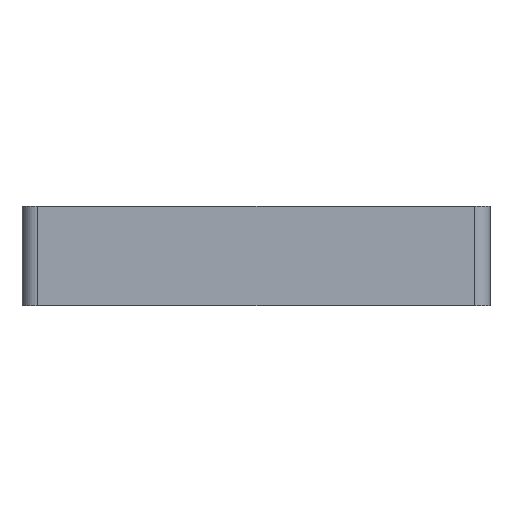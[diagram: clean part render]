
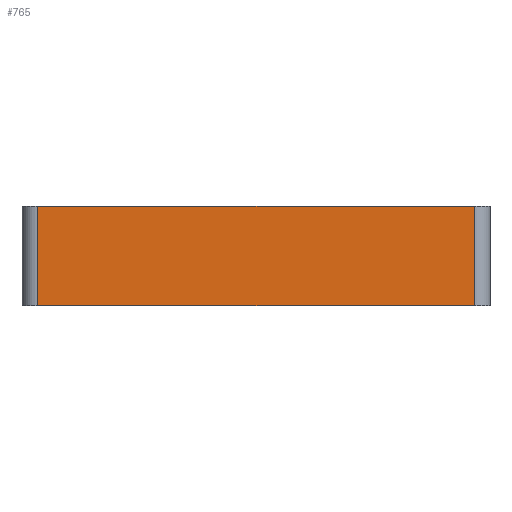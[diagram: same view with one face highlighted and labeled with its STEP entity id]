
A CAD part, left-side view. The second image highlights one B-rep face of the part: STEP entity #765.
In plain terms, the highlighted planar face has unit normal (-1, 0, 0).
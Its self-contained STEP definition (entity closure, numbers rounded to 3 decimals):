
#33 = EDGE_CURVE ( 'NONE', #774, #529, #544, .T. ) ;
#38 = EDGE_CURVE ( 'NONE', #581, #774, #649, .T. ) ;
#51 = VECTOR ( 'NONE', #830, 1000. ) ;
#59 = DIRECTION ( 'NONE',  ( 0., -1., 0. ) ) ;
#91 = VECTOR ( 'NONE', #508, 1000. ) ;
#94 = PLANE ( 'NONE',  #463 ) ;
#202 = CARTESIAN_POINT ( 'NONE',  ( -47.5, -2., 12.7 ) ) ;
#226 = CARTESIAN_POINT ( 'NONE',  ( -47.5, -58., 12.7 ) ) ;
#259 = CARTESIAN_POINT ( 'NONE',  ( -47.5, 0., 12.7 ) ) ;
#280 = CARTESIAN_POINT ( 'NONE',  ( -47.5, -2., 12.7 ) ) ;
#376 = VERTEX_POINT ( 'NONE', #202 ) ;
#441 = ORIENTED_EDGE ( 'NONE', *, *, #38, .T. ) ;
#442 = DIRECTION ( 'NONE',  ( 0., 0., -1. ) ) ;
#445 = EDGE_CURVE ( 'NONE', #376, #581, #673, .T. ) ;
#463 = AXIS2_PLACEMENT_3D ( 'NONE', #259, #968, #583 ) ;
#472 = VECTOR ( 'NONE', #442, 1000. ) ;
#479 = LINE ( 'NONE', #763, #51 ) ;
#507 = ORIENTED_EDGE ( 'NONE', *, *, #573, .F. ) ;
#508 = DIRECTION ( 'NONE',  ( 0., 0., 1. ) ) ;
#517 = CARTESIAN_POINT ( 'NONE',  ( -47.5, -58., 12.7 ) ) ;
#529 = VERTEX_POINT ( 'NONE', #226 ) ;
#544 = LINE ( 'NONE', #517, #91 ) ;
#573 = EDGE_CURVE ( 'NONE', #376, #529, #479, .T. ) ;
#581 = VERTEX_POINT ( 'NONE', #934 ) ;
#583 = DIRECTION ( 'NONE',  ( 0., 1., 0. ) ) ;
#600 = EDGE_LOOP ( 'NONE', ( #507, #692, #441, #873 ) ) ;
#649 = LINE ( 'NONE', #904, #878 ) ;
#673 = LINE ( 'NONE', #280, #472 ) ;
#692 = ORIENTED_EDGE ( 'NONE', *, *, #445, .T. ) ;
#763 = CARTESIAN_POINT ( 'NONE',  ( -47.5, 0., 12.7 ) ) ;
#765 = ADVANCED_FACE ( 'NONE', ( #788 ), #94, .F. ) ;
#774 = VERTEX_POINT ( 'NONE', #966 ) ;
#788 = FACE_OUTER_BOUND ( 'NONE', #600, .T. ) ;
#830 = DIRECTION ( 'NONE',  ( 0., -1., 0. ) ) ;
#873 = ORIENTED_EDGE ( 'NONE', *, *, #33, .T. ) ;
#878 = VECTOR ( 'NONE', #59, 1000. ) ;
#904 = CARTESIAN_POINT ( 'NONE',  ( -47.5, 0., 0. ) ) ;
#934 = CARTESIAN_POINT ( 'NONE',  ( -47.5, -2., 0. ) ) ;
#966 = CARTESIAN_POINT ( 'NONE',  ( -47.5, -58., 0. ) ) ;
#968 = DIRECTION ( 'NONE',  ( 1., 0., 0. ) ) ;
